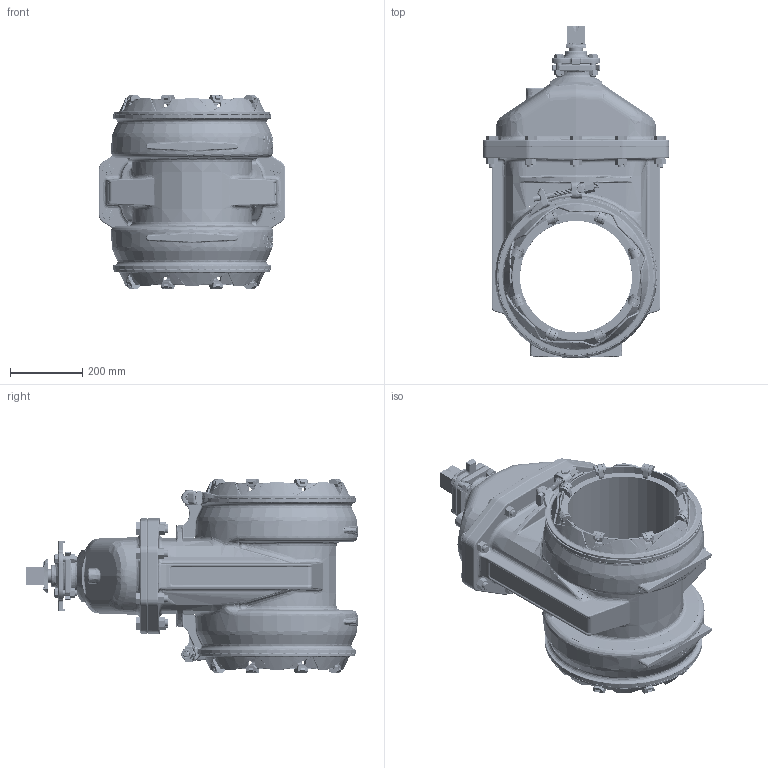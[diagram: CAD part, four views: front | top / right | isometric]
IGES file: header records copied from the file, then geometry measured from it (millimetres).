
Start section: SolidWorks IGES file using analytic representation for surfaces
Global section: file name: ALPHA ASSY'2512-1 ALPHA X ALPHA Website Assy.IGS; native system: SolidWorks 2018; preprocessor: SolidWorks 2018; author: smm2; date: 200511.095821; units: inch
Bounding box: 517.55 x 921.51 x 539.63 mm (x, y, z)
Surface area: 2982302 mm2 (no closed solid volume)
Topology: 0 solids, 0 shells, 6941 faces, 76488 edges, 76340 vertices
Faces by surface type: bspline 4494, revolution 2447
